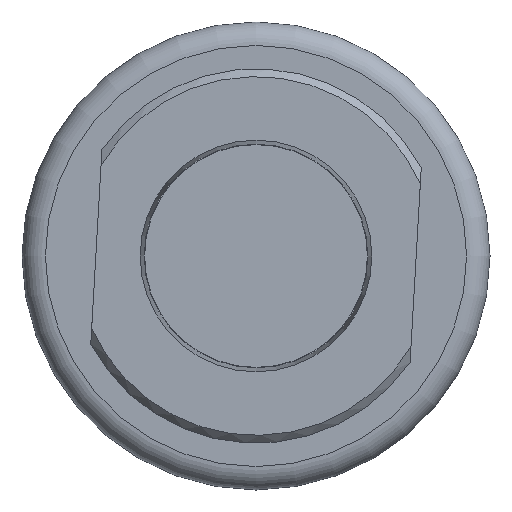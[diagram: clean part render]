
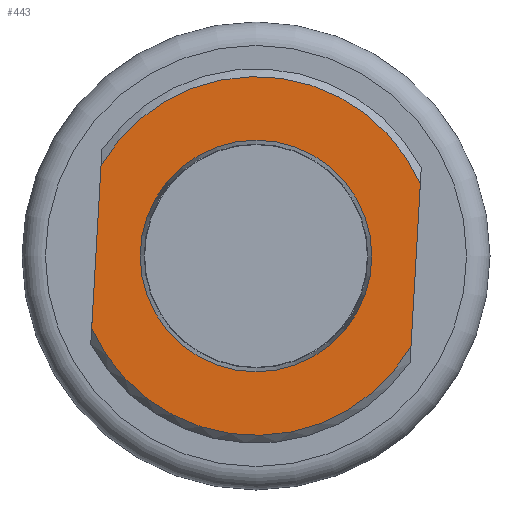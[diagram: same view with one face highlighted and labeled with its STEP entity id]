
A CAD part, left-side view. The second image highlights one B-rep face of the part: STEP entity #443.
In plain terms, the highlighted planar face has unit normal (-1, 0, 0).
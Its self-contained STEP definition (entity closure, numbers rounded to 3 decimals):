
#152=CARTESIAN_POINT('',(-17.,0.0,14.847));
#153=VERTEX_POINT('',#152);
#154=CARTESIAN_POINT('',(-17.0,0.0,0.));
#155=DIRECTION('',(1.0,0.0,0.0));
#156=DIRECTION('',(0.0,0.0,1.0));
#157=AXIS2_PLACEMENT_3D('',#154,#155,#156);
#158=CIRCLE('',#157,14.847);
#159=EDGE_CURVE('',#153,#153,#158,.T.);
#313=CARTESIAN_POINT('',(-17.,19.87,11.584));
#314=VERTEX_POINT('',#313);
#328=CARTESIAN_POINT('',(-17.0,-21.063,9.238));
#329=VERTEX_POINT('',#328);
#330=CARTESIAN_POINT('',(-17.0,0.0,0.));
#331=DIRECTION('',(1.0,0.0,0.0));
#332=DIRECTION('',(0.0,0.0,1.0));
#333=AXIS2_PLACEMENT_3D('',#330,#331,#332);
#334=CIRCLE('',#333,23.);
#335=EDGE_CURVE('',#314,#329,#334,.T.);
#368=CARTESIAN_POINT('',(-17.0,-19.87,-11.584));
#369=VERTEX_POINT('',#368);
#370=CARTESIAN_POINT('',(-17.0,-19.87,-11.584));
#371=DIRECTION('',(0.0,-0.057,0.998));
#372=VECTOR('',#371,20.857);
#373=LINE('',#370,#372);
#374=EDGE_CURVE('',#369,#329,#373,.T.);
#416=CARTESIAN_POINT('',(-17.0,0.0,0.));
#417=DIRECTION('',(1.0,0.0,0.0));
#418=DIRECTION('',(0.0,0.0,-1.0));
#419=AXIS2_PLACEMENT_3D('',#416,#417,#418);
#420=PLANE('',#419);
#421=ORIENTED_EDGE('',*,*,#335,.F.);
#422=CARTESIAN_POINT('',(-17.0,21.063,-9.238));
#423=VERTEX_POINT('',#422);
#424=CARTESIAN_POINT('',(-17.,19.87,11.584));
#425=DIRECTION('',(0.,0.057,-0.998));
#426=VECTOR('',#425,20.857);
#427=LINE('',#424,#426);
#428=EDGE_CURVE('',#314,#423,#427,.T.);
#429=ORIENTED_EDGE('',*,*,#428,.T.);
#430=CARTESIAN_POINT('',(-17.0,0.0,0.));
#431=DIRECTION('',(1.0,0.0,0.0));
#432=DIRECTION('',(0.0,0.0,-1.0));
#433=AXIS2_PLACEMENT_3D('',#430,#431,#432);
#434=CIRCLE('',#433,23.);
#435=EDGE_CURVE('',#369,#423,#434,.T.);
#436=ORIENTED_EDGE('',*,*,#435,.F.);
#437=ORIENTED_EDGE('',*,*,#374,.T.);
#438=EDGE_LOOP('',(#421,#429,#436,#437));
#439=FACE_OUTER_BOUND('',#438,.T.);
#440=ORIENTED_EDGE('',*,*,#159,.T.);
#441=EDGE_LOOP('',(#440));
#442=FACE_BOUND('',#441,.T.);
#443=ADVANCED_FACE('',(#439,#442),#420,.F.);
